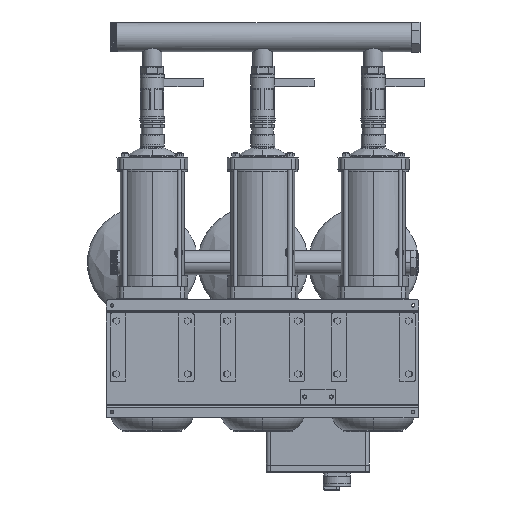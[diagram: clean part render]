
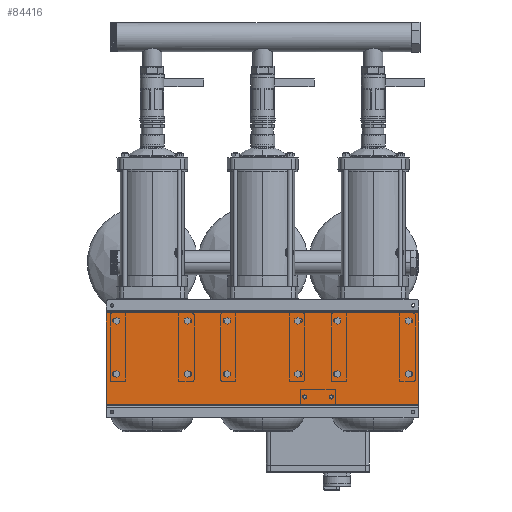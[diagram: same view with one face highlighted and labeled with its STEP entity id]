
A CAD part, front view. The second image highlights one B-rep face of the part: STEP entity #84416.
In plain terms, the highlighted planar face has unit normal (0, -1, 0).
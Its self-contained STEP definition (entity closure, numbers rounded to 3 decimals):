
#372 = VERTEX_POINT ( 'NONE', #104267 ) ;
#594 = LINE ( 'NONE', #83019, #102668 ) ;
#747 = DIRECTION ( 'NONE',  ( 0., 0., -1. ) ) ;
#1228 = VECTOR ( 'NONE', #101097, 1000. ) ;
#7862 = VECTOR ( 'NONE', #747, 1000. ) ;
#12196 = ORIENTED_EDGE ( 'NONE', *, *, #107545, .F. ) ;
#18597 = CARTESIAN_POINT ( 'NONE',  ( -410., 55., -120. ) ) ;
#18608 = ORIENTED_EDGE ( 'NONE', *, *, #63419, .T. ) ;
#19528 = DIRECTION ( 'NONE',  ( -1., 0., 0. ) ) ;
#20457 = EDGE_CURVE ( 'NONE', #122859, #372, #29595, .T. ) ;
#25173 = CARTESIAN_POINT ( 'NONE',  ( -410., 55., -120. ) ) ;
#26172 = ORIENTED_EDGE ( 'NONE', *, *, #70131, .F. ) ;
#28920 = DIRECTION ( 'NONE',  ( -1., 0., 0. ) ) ;
#29595 = LINE ( 'NONE', #58746, #30831 ) ;
#30831 = VECTOR ( 'NONE', #28920, 1000. ) ;
#46212 = PLANE ( 'NONE',  #113412 ) ;
#52090 = LINE ( 'NONE', #93359, #7862 ) ;
#58746 = CARTESIAN_POINT ( 'NONE',  ( 410., 55., 120. ) ) ;
#62408 = EDGE_LOOP ( 'NONE', ( #18608, #26172, #12196, #117541 ) ) ;
#63419 = EDGE_CURVE ( 'NONE', #372, #85693, #80045, .T. ) ;
#70131 = EDGE_CURVE ( 'NONE', #118716, #85693, #594, .T. ) ;
#80045 = LINE ( 'NONE', #18597, #1228 ) ;
#83019 = CARTESIAN_POINT ( 'NONE',  ( 410., 55., -120. ) ) ;
#84416 = ADVANCED_FACE ( 'NONE', ( #108469 ), #46212, .F. ) ;
#85693 = VERTEX_POINT ( 'NONE', #25173 ) ;
#91788 = CARTESIAN_POINT ( 'NONE',  ( 410., 55., 120. ) ) ;
#93359 = CARTESIAN_POINT ( 'NONE',  ( 410., 55., 120. ) ) ;
#101097 = DIRECTION ( 'NONE',  ( 0., 0., -1. ) ) ;
#102668 = VECTOR ( 'NONE', #19528, 1000. ) ;
#104267 = CARTESIAN_POINT ( 'NONE',  ( -410., 55., 120. ) ) ;
#107545 = EDGE_CURVE ( 'NONE', #122859, #118716, #52090, .T. ) ;
#108469 = FACE_OUTER_BOUND ( 'NONE', #62408, .T. ) ;
#109135 = DIRECTION ( 'NONE',  ( 0., 1., 0. ) ) ;
#113412 = AXIS2_PLACEMENT_3D ( 'NONE', #116579, #109135, #128750 ) ;
#116579 = CARTESIAN_POINT ( 'NONE',  ( 410., 55., -120. ) ) ;
#117541 = ORIENTED_EDGE ( 'NONE', *, *, #20457, .T. ) ;
#118716 = VERTEX_POINT ( 'NONE', #120209 ) ;
#120209 = CARTESIAN_POINT ( 'NONE',  ( 410., 55., -120. ) ) ;
#122859 = VERTEX_POINT ( 'NONE', #91788 ) ;
#128750 = DIRECTION ( 'NONE',  ( 0., 0., 1. ) ) ;
